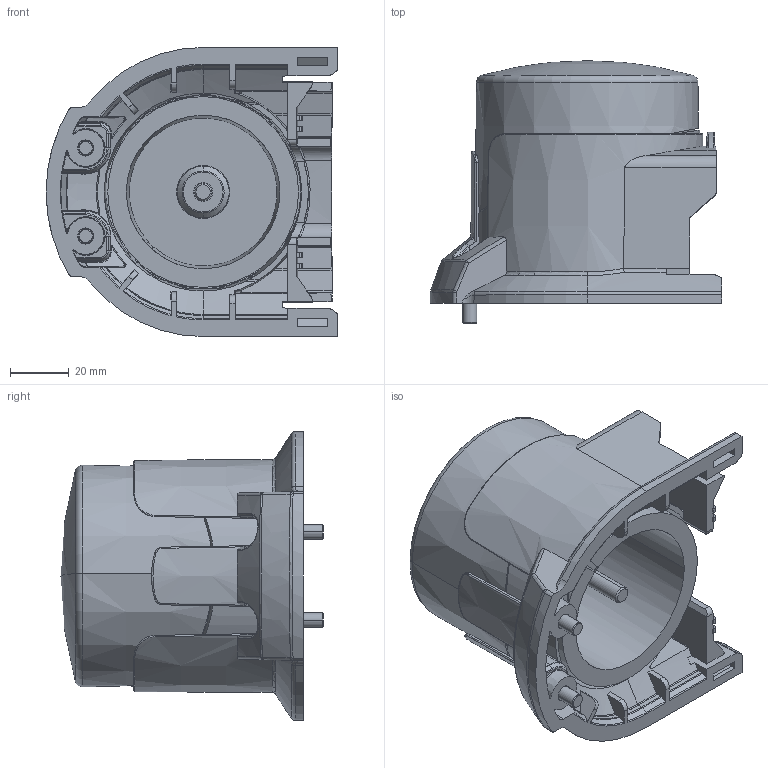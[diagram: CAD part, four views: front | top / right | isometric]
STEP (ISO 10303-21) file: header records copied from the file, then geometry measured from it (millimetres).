
FILE_DESCRIPTION((''),'2;1');
FILE_NAME('DM_CAD-6143_TRANSPARE_SW0001','2018-11-08T',('creinig-se'),(''),'PRO/ENGINEER BY PARAMETRIC TECHNOLOGY CORPORATION, 2015440','PRO/ENGINEER BY PARAMETRIC TECHNOLOGY CORPORATION, 2015440','');
FILE_SCHEMA(('CONFIG_CONTROL_DESIGN'));
Products named in the file (1): DM_CAD-6143_TRANSPARE_SW0001
Bounding box: 99.4 x 89.4 x 98.5 mm (x, y, z)
Volume: 215884.3 mm3; surface area: 111868.5 mm2
Topology: 5 solids, 5 shells, 1938 faces, 5333 edges, 3410 vertices
Faces by surface type: bspline 703, plane 392, cylinder 350, cone 215, torus 204, sphere 68, extrusion 6
Entity records: 103324 total; most frequent: CARTESIAN_POINT 46540, ORIENTED_EDGE 10552, DIRECTION 6651, EDGE_CURVE 5276, VERTEX_POINT 3400, AXIS2_PLACEMENT_3D 2558, B_SPLINE_CURVE_WITH_KNOTS 2430, EDGE_LOOP 2006
